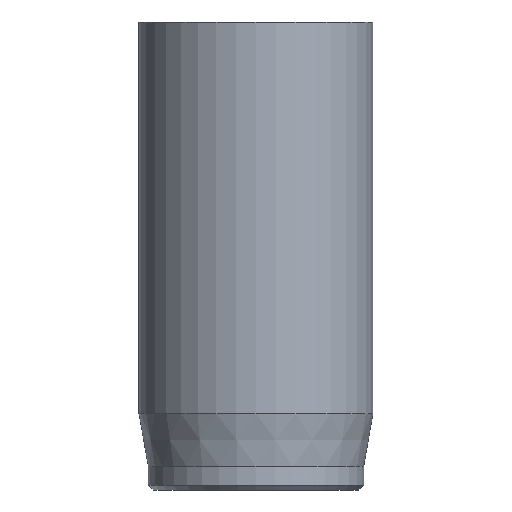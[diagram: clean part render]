
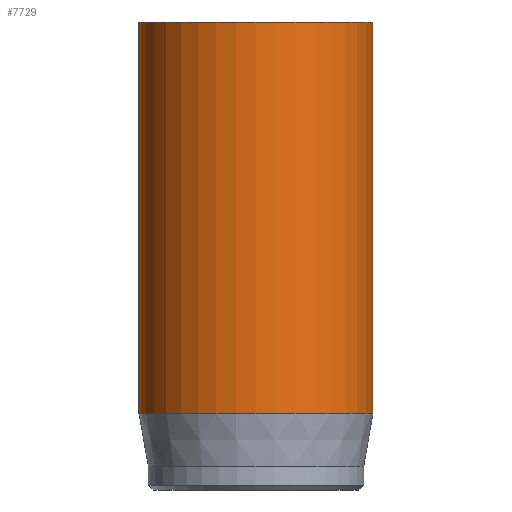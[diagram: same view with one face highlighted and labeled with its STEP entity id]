
A CAD part, front view. The second image highlights one B-rep face of the part: STEP entity #7729.
In plain terms, the highlighted cylindrical face has radius 5 mm (diameter 10 mm), a full revolution.
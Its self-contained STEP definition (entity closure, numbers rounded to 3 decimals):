
#32=CYLINDRICAL_SURFACE('',#8051,5.);
#47=CIRCLE('',#8020,5.);
#63=CIRCLE('',#8049,5.);
#64=CIRCLE('',#8050,5.);
#1071=FACE_OUTER_BOUND('',#1545,.T.);
#1545=EDGE_LOOP('',(#6988,#6989,#6990,#6991,#6992));
#2259=LINE('',#13982,#2981);
#2981=VECTOR('',#9278,5.);
#3704=VERTEX_POINT('',#13923);
#3720=VERTEX_POINT('',#13976);
#3721=VERTEX_POINT('',#13977);
#4792=EDGE_CURVE('',#3704,#3704,#47,.T.);
#4816=EDGE_CURVE('',#3720,#3721,#63,.T.);
#4817=EDGE_CURVE('',#3721,#3720,#64,.T.);
#4819=EDGE_CURVE('',#3704,#3720,#2259,.T.);
#6988=ORIENTED_EDGE('',*,*,#4792,.T.);
#6989=ORIENTED_EDGE('',*,*,#4819,.T.);
#6990=ORIENTED_EDGE('',*,*,#4816,.T.);
#6991=ORIENTED_EDGE('',*,*,#4817,.T.);
#6992=ORIENTED_EDGE('',*,*,#4819,.F.);
#7729=ADVANCED_FACE('',(#1071),#32,.T.);
#8020=AXIS2_PLACEMENT_3D('',#13924,#9205,#9206);
#8049=AXIS2_PLACEMENT_3D('',#13978,#9271,#9272);
#8050=AXIS2_PLACEMENT_3D('',#13979,#9273,#9274);
#8051=AXIS2_PLACEMENT_3D('',#13981,#9276,#9277);
#9205=DIRECTION('center_axis',(0.,0.,-1.));
#9206=DIRECTION('ref_axis',(-1.,0.,0.));
#9271=DIRECTION('center_axis',(0.,0.,1.));
#9272=DIRECTION('ref_axis',(-1.,0.,0.));
#9273=DIRECTION('center_axis',(0.,0.,1.));
#9274=DIRECTION('ref_axis',(-1.,0.,0.));
#9276=DIRECTION('center_axis',(0.,0.,1.));
#9277=DIRECTION('ref_axis',(-1.,0.,0.));
#9278=DIRECTION('',(0.,0.,-1.));
#13923=CARTESIAN_POINT('',(5.,0.,20.));
#13924=CARTESIAN_POINT('Origin',(0.,0.,20.));
#13976=CARTESIAN_POINT('',(5.,0.,3.269));
#13977=CARTESIAN_POINT('',(-5.,0.,3.269));
#13978=CARTESIAN_POINT('Origin',(0.,0.,3.269));
#13979=CARTESIAN_POINT('Origin',(0.,0.,3.269));
#13981=CARTESIAN_POINT('Origin',(0.,0.,0.));
#13982=CARTESIAN_POINT('',(5.,0.,0.));
